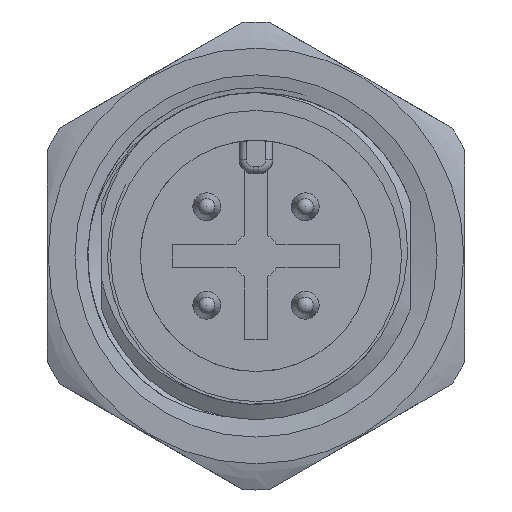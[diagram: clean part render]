
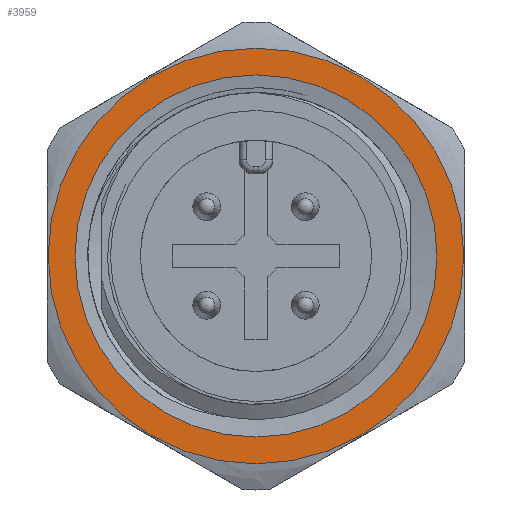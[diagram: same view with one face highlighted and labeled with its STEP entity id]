
A CAD part, front view. The second image highlights one B-rep face of the part: STEP entity #3959.
In plain terms, the highlighted planar face has unit normal (0, -1, 0).
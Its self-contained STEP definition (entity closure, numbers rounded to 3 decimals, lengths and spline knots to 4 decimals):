
#315=PLANE('',#4546);
#447=CIRCLE('',#4547,6.5);
#448=CIRCLE('',#4548,7.4595);
#1388=ORIENTED_EDGE('',*,*,#2049,.T.);
#1389=ORIENTED_EDGE('',*,*,#2050,.F.);
#2049=EDGE_CURVE('',#2462,#2462,#447,.F.);
#2050=EDGE_CURVE('',#2463,#2463,#448,.F.);
#2462=VERTEX_POINT('',#40146);
#2463=VERTEX_POINT('',#40148);
#3176=EDGE_LOOP('',(#1388));
#3177=EDGE_LOOP('',(#1389));
#3543=FACE_BOUND('',#3176,.T.);
#3544=FACE_BOUND('',#3177,.T.);
#3959=ADVANCED_FACE('',(#3543,#3544),#315,.T.);
#4546=AXIS2_PLACEMENT_3D('',#40144,#5406,#5407);
#4547=AXIS2_PLACEMENT_3D('',#40145,#5408,#5409);
#4548=AXIS2_PLACEMENT_3D('',#40147,#5410,#5411);
#5406=DIRECTION('',(0.,-1.,0.));
#5407=DIRECTION('',(0.,0.,-1.));
#5408=DIRECTION('',(0.,-1.,0.));
#5409=DIRECTION('',(0.,0.,-1.));
#5410=DIRECTION('',(0.,-1.,0.));
#5411=DIRECTION('',(0.,0.,-1.));
#40144=CARTESIAN_POINT('',(0.,0.,0.));
#40145=CARTESIAN_POINT('',(0.,0.,0.));
#40146=CARTESIAN_POINT('',(0.,0.,-6.5));
#40147=CARTESIAN_POINT('',(0.,0.,0.));
#40148=CARTESIAN_POINT('',(0.,0.,-7.4595));
